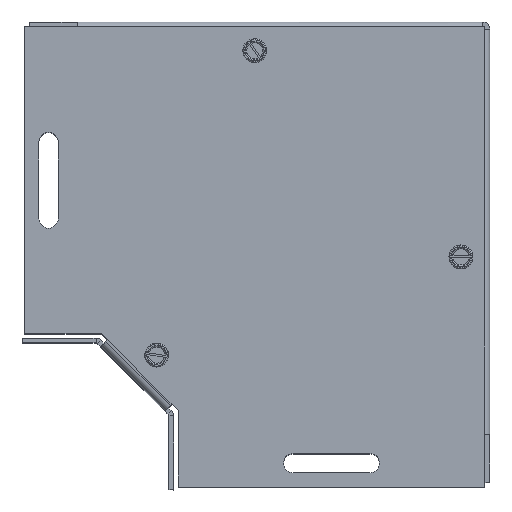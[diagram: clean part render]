
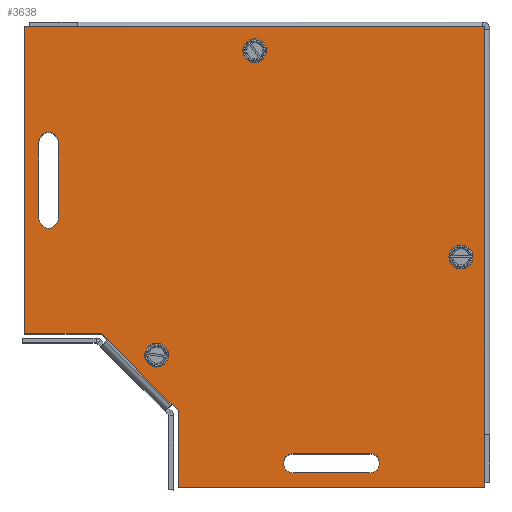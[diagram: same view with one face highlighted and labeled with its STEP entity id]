
A CAD part, top view. The second image highlights one B-rep face of the part: STEP entity #3638.
In plain terms, the highlighted planar face has unit normal (0, 0, 1).
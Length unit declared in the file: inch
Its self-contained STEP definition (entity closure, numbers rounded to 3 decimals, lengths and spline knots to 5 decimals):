
#153=FACE_BOUND('',#604,.T.);
#154=FACE_BOUND('',#605,.T.);
#155=FACE_BOUND('',#606,.T.);
#156=FACE_BOUND('',#607,.T.);
#157=FACE_BOUND('',#608,.T.);
#231=PLANE('',#3882);
#370=FACE_OUTER_BOUND('',#603,.T.);
#603=EDGE_LOOP('',(#2524,#2525,#2526,#2527,#2528,#2529,#2530));
#604=EDGE_LOOP('',(#2531,#2532,#2533,#2534));
#605=EDGE_LOOP('',(#2535,#2536,#2537,#2538));
#606=EDGE_LOOP('',(#2539));
#607=EDGE_LOOP('',(#2540));
#608=EDGE_LOOP('',(#2541));
#877=LINE('',#5275,#1194);
#881=LINE('',#5286,#1198);
#885=LINE('',#5299,#1202);
#889=LINE('',#5310,#1206);
#891=LINE('',#5330,#1208);
#895=LINE('',#5338,#1212);
#898=LINE('',#5344,#1215);
#901=LINE('',#5350,#1218);
#904=LINE('',#5356,#1221);
#907=LINE('',#5362,#1224);
#910=LINE('',#5367,#1227);
#1194=VECTOR('',#4226,1.);
#1198=VECTOR('',#4238,1.);
#1202=VECTOR('',#4250,1.);
#1206=VECTOR('',#4262,1.);
#1208=VECTOR('',#4284,4.);
#1212=VECTOR('',#4290,1.);
#1215=VECTOR('',#4295,1.41421);
#1218=VECTOR('',#4300,1.);
#1221=VECTOR('',#4305,4.);
#1224=VECTOR('',#4310,6.);
#1227=VECTOR('',#4315,6.);
#1509=CIRCLE('',#3850,0.125);
#1511=CIRCLE('',#3854,0.125);
#1513=CIRCLE('',#3858,0.125);
#1515=CIRCLE('',#3862,0.125);
#1517=CIRCLE('',#3866,0.125);
#1519=CIRCLE('',#3869,0.125);
#1521=CIRCLE('',#3872,0.125);
#1639=VERTEX_POINT('',#5265);
#1640=VERTEX_POINT('',#5266);
#1643=VERTEX_POINT('',#5274);
#1645=VERTEX_POINT('',#5280);
#1647=VERTEX_POINT('',#5289);
#1648=VERTEX_POINT('',#5290);
#1651=VERTEX_POINT('',#5298);
#1653=VERTEX_POINT('',#5304);
#1655=VERTEX_POINT('',#5313);
#1657=VERTEX_POINT('',#5318);
#1659=VERTEX_POINT('',#5323);
#1661=VERTEX_POINT('',#5328);
#1662=VERTEX_POINT('',#5329);
#1665=VERTEX_POINT('',#5337);
#1667=VERTEX_POINT('',#5343);
#1669=VERTEX_POINT('',#5349);
#1671=VERTEX_POINT('',#5355);
#1673=VERTEX_POINT('',#5361);
#1953=EDGE_CURVE('',#1639,#1640,#1509,.T.);
#1957=EDGE_CURVE('',#1643,#1639,#877,.T.);
#1960=EDGE_CURVE('',#1645,#1643,#1511,.T.);
#1963=EDGE_CURVE('',#1640,#1645,#881,.T.);
#1965=EDGE_CURVE('',#1647,#1648,#1513,.T.);
#1969=EDGE_CURVE('',#1651,#1647,#885,.T.);
#1972=EDGE_CURVE('',#1653,#1651,#1515,.T.);
#1975=EDGE_CURVE('',#1648,#1653,#889,.T.);
#1977=EDGE_CURVE('',#1655,#1655,#1517,.T.);
#1979=EDGE_CURVE('',#1657,#1657,#1519,.T.);
#1981=EDGE_CURVE('',#1659,#1659,#1521,.T.);
#1983=EDGE_CURVE('',#1661,#1662,#891,.T.);
#1987=EDGE_CURVE('',#1662,#1665,#895,.T.);
#1990=EDGE_CURVE('',#1665,#1667,#898,.T.);
#1993=EDGE_CURVE('',#1667,#1669,#901,.T.);
#1996=EDGE_CURVE('',#1669,#1671,#904,.T.);
#1999=EDGE_CURVE('',#1671,#1673,#907,.T.);
#2002=EDGE_CURVE('',#1673,#1661,#910,.T.);
#2524=ORIENTED_EDGE('',*,*,#1983,.F.);
#2525=ORIENTED_EDGE('',*,*,#2002,.F.);
#2526=ORIENTED_EDGE('',*,*,#1999,.F.);
#2527=ORIENTED_EDGE('',*,*,#1996,.F.);
#2528=ORIENTED_EDGE('',*,*,#1993,.F.);
#2529=ORIENTED_EDGE('',*,*,#1990,.F.);
#2530=ORIENTED_EDGE('',*,*,#1987,.F.);
#2531=ORIENTED_EDGE('',*,*,#1953,.T.);
#2532=ORIENTED_EDGE('',*,*,#1963,.T.);
#2533=ORIENTED_EDGE('',*,*,#1960,.T.);
#2534=ORIENTED_EDGE('',*,*,#1957,.T.);
#2535=ORIENTED_EDGE('',*,*,#1965,.T.);
#2536=ORIENTED_EDGE('',*,*,#1975,.T.);
#2537=ORIENTED_EDGE('',*,*,#1972,.T.);
#2538=ORIENTED_EDGE('',*,*,#1969,.T.);
#2539=ORIENTED_EDGE('',*,*,#1977,.T.);
#2540=ORIENTED_EDGE('',*,*,#1979,.T.);
#2541=ORIENTED_EDGE('',*,*,#1981,.T.);
#3638=ADVANCED_FACE('',(#370,#153,#154,#155,#156,#157),#231,.T.);
#3850=AXIS2_PLACEMENT_3D('',#5267,#4218,#4219);
#3854=AXIS2_PLACEMENT_3D('',#5281,#4231,#4232);
#3858=AXIS2_PLACEMENT_3D('',#5291,#4242,#4243);
#3862=AXIS2_PLACEMENT_3D('',#5305,#4255,#4256);
#3866=AXIS2_PLACEMENT_3D('',#5314,#4266,#4267);
#3869=AXIS2_PLACEMENT_3D('',#5319,#4272,#4273);
#3872=AXIS2_PLACEMENT_3D('',#5324,#4278,#4279);
#3882=AXIS2_PLACEMENT_3D('',#5370,#4319,#4320);
#4218=DIRECTION('center_axis',(0.,0.,-1.));
#4219=DIRECTION('ref_axis',(-1.,0.,0.));
#4226=DIRECTION('',(0.,-1.,0.));
#4231=DIRECTION('center_axis',(0.,0.,-1.));
#4232=DIRECTION('ref_axis',(1.,0.,0.));
#4238=DIRECTION('',(0.,1.,0.));
#4242=DIRECTION('center_axis',(0.,0.,-1.));
#4243=DIRECTION('ref_axis',(0.,1.,0.));
#4250=DIRECTION('',(-1.,0.,0.));
#4255=DIRECTION('center_axis',(0.,0.,-1.));
#4256=DIRECTION('ref_axis',(0.,-1.,0.));
#4262=DIRECTION('',(1.,0.,0.));
#4266=DIRECTION('center_axis',(0.,0.,-1.));
#4267=DIRECTION('ref_axis',(-1.,0.,0.));
#4272=DIRECTION('center_axis',(0.,0.,-1.));
#4273=DIRECTION('ref_axis',(-1.,0.,0.));
#4278=DIRECTION('center_axis',(0.,0.,-1.));
#4279=DIRECTION('ref_axis',(-1.,0.,0.));
#4284=DIRECTION('',(-1.,0.,0.));
#4290=DIRECTION('',(0.,1.,0.));
#4295=DIRECTION('',(-0.707,0.707,0.));
#4300=DIRECTION('',(-1.,0.,0.));
#4305=DIRECTION('',(0.,1.,0.));
#4310=DIRECTION('',(1.,0.,0.));
#4315=DIRECTION('',(0.,-1.,0.));
#4319=DIRECTION('center_axis',(0.,0.,1.));
#4320=DIRECTION('ref_axis',(1.,0.,0.));
#5265=CARTESIAN_POINT('',(-2.5625,0.5,0.062));
#5266=CARTESIAN_POINT('',(-2.8125,0.5,0.062));
#5267=CARTESIAN_POINT('Origin',(-2.6875,0.5,0.062));
#5274=CARTESIAN_POINT('',(-2.5625,1.5,0.062));
#5275=CARTESIAN_POINT('',(-2.5625,0.8435,0.062));
#5280=CARTESIAN_POINT('',(-2.8125,1.5,0.062));
#5281=CARTESIAN_POINT('Origin',(-2.6875,1.5,0.062));
#5286=CARTESIAN_POINT('',(-2.8125,0.3435,0.062));
#5289=CARTESIAN_POINT('',(0.5,-2.8125,0.062));
#5290=CARTESIAN_POINT('',(0.5,-2.5625,0.062));
#5291=CARTESIAN_POINT('Origin',(0.5,-2.6875,0.062));
#5298=CARTESIAN_POINT('',(1.5,-2.8125,0.062));
#5299=CARTESIAN_POINT('',(0.8435,-2.8125,0.062));
#5304=CARTESIAN_POINT('',(1.5,-2.5625,0.062));
#5305=CARTESIAN_POINT('Origin',(1.5,-2.6875,0.062));
#5310=CARTESIAN_POINT('',(0.3435,-2.5625,0.062));
#5313=CARTESIAN_POINT('',(2.8125,0.,0.062));
#5314=CARTESIAN_POINT('Origin',(2.6875,0.,0.062));
#5318=CARTESIAN_POINT('',(0.125,2.6875,0.062));
#5319=CARTESIAN_POINT('Origin',(0.,2.6875,0.062));
#5323=CARTESIAN_POINT('',(-1.15403,-1.27903,0.062));
#5324=CARTESIAN_POINT('Origin',(-1.27903,-1.27903,0.062));
#5328=CARTESIAN_POINT('',(3.,-3.,0.062));
#5329=CARTESIAN_POINT('',(-1.,-3.,0.062));
#5330=CARTESIAN_POINT('',(-3.,-3.,0.062));
#5337=CARTESIAN_POINT('',(-1.,-2.,0.062));
#5338=CARTESIAN_POINT('',(-1.,-2.,0.062));
#5343=CARTESIAN_POINT('',(-2.,-1.,0.062));
#5344=CARTESIAN_POINT('',(-2.,-1.,0.062));
#5349=CARTESIAN_POINT('',(-3.,-1.,0.062));
#5350=CARTESIAN_POINT('',(-3.,-1.,0.062));
#5355=CARTESIAN_POINT('',(-3.,3.,0.062));
#5356=CARTESIAN_POINT('',(-3.,3.,0.062));
#5361=CARTESIAN_POINT('',(3.,3.,0.062));
#5362=CARTESIAN_POINT('',(3.,3.,0.062));
#5367=CARTESIAN_POINT('',(3.,-3.,0.062));
#5370=CARTESIAN_POINT('Origin',(0.18701,0.18701,0.062));
